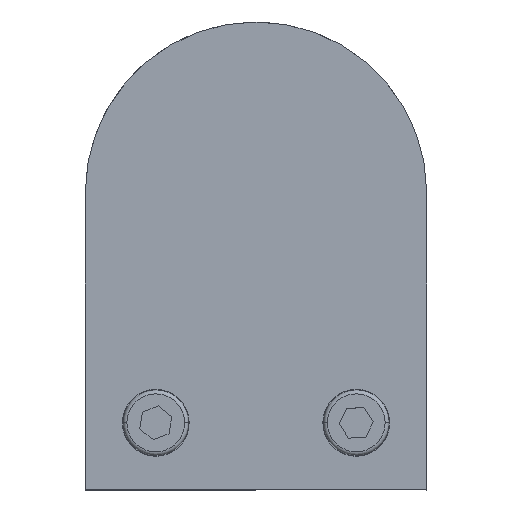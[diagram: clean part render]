
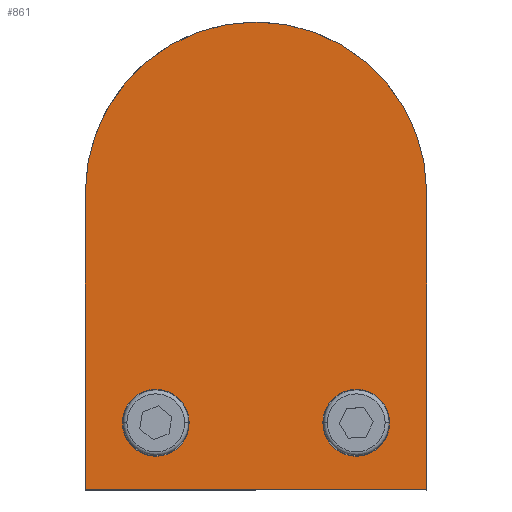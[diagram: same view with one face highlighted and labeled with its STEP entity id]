
A CAD part, top view. The second image highlights one B-rep face of the part: STEP entity #861.
In plain terms, the highlighted planar face has unit normal (0, 0, 1).
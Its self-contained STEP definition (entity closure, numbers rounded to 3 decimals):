
#7 = PLANE ( 'NONE',  #1263 ) ;
#15 = DIRECTION ( 'NONE',  ( 1., 0., 0. ) ) ;
#124 = DIRECTION ( 'NONE',  ( -1., 0., 0. ) ) ;
#173 = ORIENTED_EDGE ( 'NONE', *, *, #321, .F. ) ;
#196 = DIRECTION ( 'NONE',  ( 0., 0., 1. ) ) ;
#199 = EDGE_CURVE ( 'NONE', #1704, #2311, #472, .T. ) ;
#206 = DIRECTION ( 'NONE',  ( 1., 0., 0. ) ) ;
#212 = VERTEX_POINT ( 'NONE', #2068 ) ;
#269 = EDGE_LOOP ( 'NONE', ( #1954, #709 ) ) ;
#321 = EDGE_CURVE ( 'NONE', #212, #2311, #1356, .T. ) ;
#374 = DIRECTION ( 'NONE',  ( 1., 0., 0. ) ) ;
#472 = LINE ( 'NONE', #2260, #1338 ) ;
#519 = EDGE_LOOP ( 'NONE', ( #173, #1175, #1142, #1295 ) ) ;
#536 = DIRECTION ( 'NONE',  ( 1., 0., 0. ) ) ;
#565 = CARTESIAN_POINT ( 'NONE',  ( -13.5, 26., 14.25 ) ) ;
#598 = AXIS2_PLACEMENT_3D ( 'NONE', #1756, #1237, #206 ) ;
#620 = FACE_OUTER_BOUND ( 'NONE', #519, .T. ) ;
#696 = CARTESIAN_POINT ( 'NONE',  ( 18., 26., 14.25 ) ) ;
#699 = VECTOR ( 'NONE', #2019, 1000. ) ;
#709 = ORIENTED_EDGE ( 'NONE', *, *, #2451, .F. ) ;
#713 = VERTEX_POINT ( 'NONE', #696 ) ;
#730 = CARTESIAN_POINT ( 'NONE',  ( 13.5, 26., 14.25 ) ) ;
#773 = DIRECTION ( 'NONE',  ( 0., 0., 1. ) ) ;
#774 = DIRECTION ( 'NONE',  ( 0., 0., 1. ) ) ;
#776 = CARTESIAN_POINT ( 'NONE',  ( -18., 26., 14.25 ) ) ;
#818 = ORIENTED_EDGE ( 'NONE', *, *, #1912, .F. ) ;
#843 = VERTEX_POINT ( 'NONE', #776 ) ;
#860 = VERTEX_POINT ( 'NONE', #1997 ) ;
#861 = ADVANCED_FACE ( 'NONE', ( #1203, #1364, #620 ), #7, .T. ) ;
#873 = CARTESIAN_POINT ( 'NONE',  ( 23., 0., 14.25 ) ) ;
#947 = AXIS2_PLACEMENT_3D ( 'NONE', #565, #773, #15 ) ;
#970 = CARTESIAN_POINT ( 'NONE',  ( -13.5, 26., 14.25 ) ) ;
#1055 = CIRCLE ( 'NONE', #598, 4.5 ) ;
#1094 = ORIENTED_EDGE ( 'NONE', *, *, #1209, .F. ) ;
#1142 = ORIENTED_EDGE ( 'NONE', *, *, #2344, .T. ) ;
#1146 = CARTESIAN_POINT ( 'NONE',  ( -23., 57., 14.25 ) ) ;
#1175 = ORIENTED_EDGE ( 'NONE', *, *, #1350, .T. ) ;
#1203 = FACE_BOUND ( 'NONE', #2272, .T. ) ;
#1209 = EDGE_CURVE ( 'NONE', #1556, #843, #2489, .T. ) ;
#1237 = DIRECTION ( 'NONE',  ( 0., 0., 1. ) ) ;
#1263 = AXIS2_PLACEMENT_3D ( 'NONE', #1393, #1982, #1945 ) ;
#1295 = ORIENTED_EDGE ( 'NONE', *, *, #199, .T. ) ;
#1338 = VECTOR ( 'NONE', #2478, 1000. ) ;
#1349 = CARTESIAN_POINT ( 'NONE',  ( 0., 57., 14.25 ) ) ;
#1350 = EDGE_CURVE ( 'NONE', #212, #2388, #1666, .T. ) ;
#1356 = LINE ( 'NONE', #1920, #1543 ) ;
#1364 = FACE_BOUND ( 'NONE', #269, .T. ) ;
#1393 = CARTESIAN_POINT ( 'NONE',  ( 0., 57., 14.25 ) ) ;
#1486 = CARTESIAN_POINT ( 'NONE',  ( -9., 26., 14.25 ) ) ;
#1509 = AXIS2_PLACEMENT_3D ( 'NONE', #730, #774, #1729 ) ;
#1543 = VECTOR ( 'NONE', #124, 1000. ) ;
#1556 = VERTEX_POINT ( 'NONE', #1486 ) ;
#1666 = LINE ( 'NONE', #873, #699 ) ;
#1676 = CIRCLE ( 'NONE', #1509, 4.5 ) ;
#1704 = VERTEX_POINT ( 'NONE', #1146 ) ;
#1716 = AXIS2_PLACEMENT_3D ( 'NONE', #1349, #2504, #536 ) ;
#1729 = DIRECTION ( 'NONE',  ( 1., 0., 0. ) ) ;
#1756 = CARTESIAN_POINT ( 'NONE',  ( 13.5, 26., 14.25 ) ) ;
#1912 = EDGE_CURVE ( 'NONE', #843, #1556, #2456, .T. ) ;
#1920 = CARTESIAN_POINT ( 'NONE',  ( 0., 17., 14.25 ) ) ;
#1937 = EDGE_CURVE ( 'NONE', #713, #860, #1055, .T. ) ;
#1945 = DIRECTION ( 'NONE',  ( 1., 0., 0. ) ) ;
#1954 = ORIENTED_EDGE ( 'NONE', *, *, #1937, .F. ) ;
#1982 = DIRECTION ( 'NONE',  ( 0., 0., 1. ) ) ;
#1997 = CARTESIAN_POINT ( 'NONE',  ( 9., 26., 14.25 ) ) ;
#2019 = DIRECTION ( 'NONE',  ( 0., 1., 0. ) ) ;
#2068 = CARTESIAN_POINT ( 'NONE',  ( 23., 17., 14.25 ) ) ;
#2196 = AXIS2_PLACEMENT_3D ( 'NONE', #970, #196, #374 ) ;
#2259 = CIRCLE ( 'NONE', #1716, 23. ) ;
#2260 = CARTESIAN_POINT ( 'NONE',  ( -23., 0., 14.25 ) ) ;
#2266 = CARTESIAN_POINT ( 'NONE',  ( -23., 17., 14.25 ) ) ;
#2272 = EDGE_LOOP ( 'NONE', ( #1094, #818 ) ) ;
#2311 = VERTEX_POINT ( 'NONE', #2266 ) ;
#2344 = EDGE_CURVE ( 'NONE', #2388, #1704, #2259, .T. ) ;
#2388 = VERTEX_POINT ( 'NONE', #2520 ) ;
#2451 = EDGE_CURVE ( 'NONE', #860, #713, #1676, .T. ) ;
#2456 = CIRCLE ( 'NONE', #2196, 4.5 ) ;
#2478 = DIRECTION ( 'NONE',  ( 0., -1., 0. ) ) ;
#2489 = CIRCLE ( 'NONE', #947, 4.5 ) ;
#2504 = DIRECTION ( 'NONE',  ( 0., 0., 1. ) ) ;
#2520 = CARTESIAN_POINT ( 'NONE',  ( 23., 57., 14.25 ) ) ;
